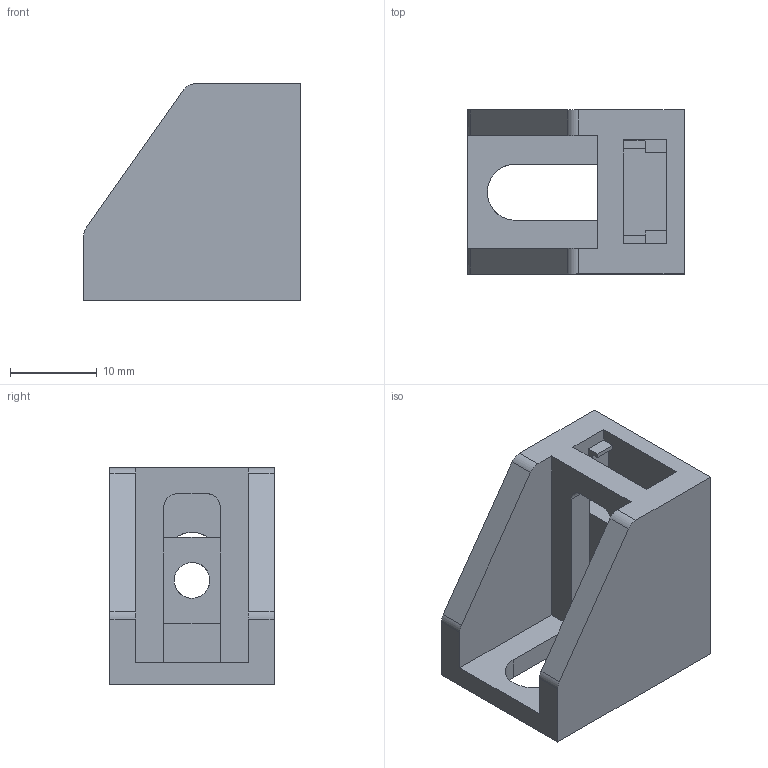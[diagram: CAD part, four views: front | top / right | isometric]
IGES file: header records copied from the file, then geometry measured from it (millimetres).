
Global section: file name: 623031; native system: Autodesk Inventor 2021; preprocessor: unknown; author: Mrówczyńska,,; organization: 11; date: 20221018.074828; units: millimetre
Bounding box: 25 x 19 x 25 mm (x, y, z)
Volume: 5183.9 mm3; surface area: 4262.4 mm2
Topology: 2 solids, 2 shells, 50 faces, 146 edges, 97 vertices
Faces by surface type: bspline 50
